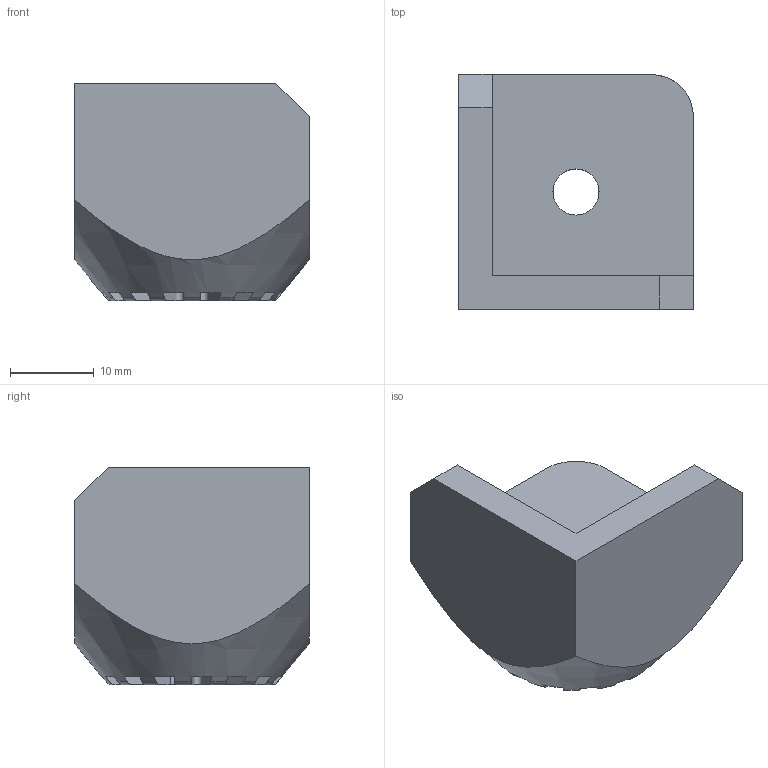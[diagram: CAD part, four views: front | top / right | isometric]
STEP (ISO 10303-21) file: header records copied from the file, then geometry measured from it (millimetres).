
FILE_DESCRIPTION(/* description */ (''),/* implementation_level */ '2;1');
FILE_NAME(/* name */ 'Bed Top Support.step',/* time_stamp */ '2018-05-05T15:48:39+02:00',/* author */ (''),/* organization */ (''),/* preprocessor_version */ 'ST-DEVELOPER v17',/* originating_system */ 'Autodesk Translation Framework v7.1.0.215',/* authorisation */ '');
FILE_SCHEMA (('AUTOMOTIVE_DESIGN { 1 0 10303 214 3 1 1 }'));
Length unit declared in the file: millimetre
Products named in the file (1): Bed Top Support
Bounding box: 28 x 28 x 26 mm (x, y, z)
Volume: 10985.7 mm3; surface area: 4153.1 mm2
Topology: 1 solids, 1 shells, 92 faces, 270 edges, 180 vertices
Faces by surface type: plane 59, cylinder 17, torus 15, cone 1
Full cylindrical faces by diameter (mm): 5.5 x1
Entity records: 3250 total; most frequent: CARTESIAN_POINT 840, ORIENTED_EDGE 540, DIRECTION 472, EDGE_CURVE 270, VERTEX_POINT 180, AXIS2_PLACEMENT_3D 175, LINE 122, VECTOR 122
